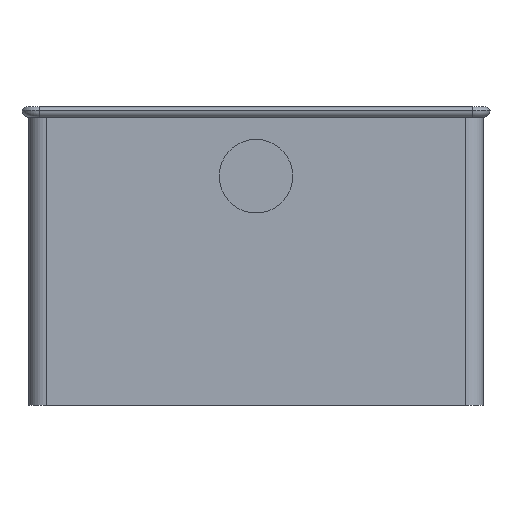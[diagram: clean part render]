
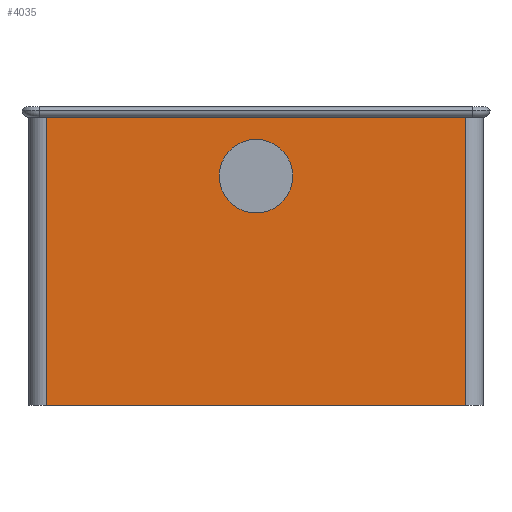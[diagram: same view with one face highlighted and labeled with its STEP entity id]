
A CAD part, front view. The second image highlights one B-rep face of the part: STEP entity #4035.
In plain terms, the highlighted planar face has unit normal (0, -1, 0).
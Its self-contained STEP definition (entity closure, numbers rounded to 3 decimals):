
#86=FACE_BOUND('',#518,.T.);
#194=CIRCLE('',#4313,5.3);
#285=FACE_OUTER_BOUND('',#517,.T.);
#517=EDGE_LOOP('',(#3046,#3047,#3048,#3049));
#518=EDGE_LOOP('',(#3050));
#728=LINE('',#5613,#1219);
#911=LINE('',#6090,#1402);
#918=LINE('',#6111,#1409);
#919=LINE('',#6113,#1410);
#1219=VECTOR('',#4529,10.);
#1402=VECTOR('',#4910,10.);
#1409=VECTOR('',#4943,10.);
#1410=VECTOR('',#4946,10.);
#1704=VERTEX_POINT('',#5610);
#1705=VERTEX_POINT('',#5612);
#1899=VERTEX_POINT('',#6087);
#1900=VERTEX_POINT('',#6089);
#1902=VERTEX_POINT('',#6114);
#2094=EDGE_CURVE('',#1704,#1705,#728,.T.);
#2331=EDGE_CURVE('',#1900,#1899,#911,.T.);
#2343=EDGE_CURVE('',#1899,#1705,#918,.T.);
#2344=EDGE_CURVE('',#1900,#1704,#919,.T.);
#2345=EDGE_CURVE('',#1902,#1902,#194,.T.);
#3046=ORIENTED_EDGE('',*,*,#2343,.T.);
#3047=ORIENTED_EDGE('',*,*,#2094,.F.);
#3048=ORIENTED_EDGE('',*,*,#2344,.F.);
#3049=ORIENTED_EDGE('',*,*,#2331,.T.);
#3050=ORIENTED_EDGE('',*,*,#2345,.T.);
#3848=PLANE('',#4312);
#4035=ADVANCED_FACE('',(#285,#86),#3848,.T.);
#4312=AXIS2_PLACEMENT_3D('',#6112,#4944,#4945);
#4313=AXIS2_PLACEMENT_3D('',#6115,#4947,#4948);
#4529=DIRECTION('',(-1.,0.,0.));
#4910=DIRECTION('',(-1.,0.,0.));
#4943=DIRECTION('',(0.,0.,-1.));
#4944=DIRECTION('center_axis',(0.,-1.,0.));
#4945=DIRECTION('ref_axis',(1.,0.,0.));
#4946=DIRECTION('',(0.,0.,-1.));
#4947=DIRECTION('center_axis',(0.,1.,0.));
#4948=DIRECTION('ref_axis',(1.,0.,0.));
#5610=CARTESIAN_POINT('',(62.9,0.,-3.));
#5612=CARTESIAN_POINT('',(2.5,0.,-3.));
#5613=CARTESIAN_POINT('',(0.,0.,-3.));
#6087=CARTESIAN_POINT('',(2.5,0.,38.5));
#6089=CARTESIAN_POINT('',(62.9,0.,38.5));
#6090=CARTESIAN_POINT('',(16.35,0.,38.5));
#6111=CARTESIAN_POINT('',(2.5,0.,0.));
#6112=CARTESIAN_POINT('Origin',(0.,0.,0.));
#6113=CARTESIAN_POINT('',(62.9,0.,0.));
#6114=CARTESIAN_POINT('',(27.4,0.,30.));
#6115=CARTESIAN_POINT('Origin',(32.7,0.,30.));
